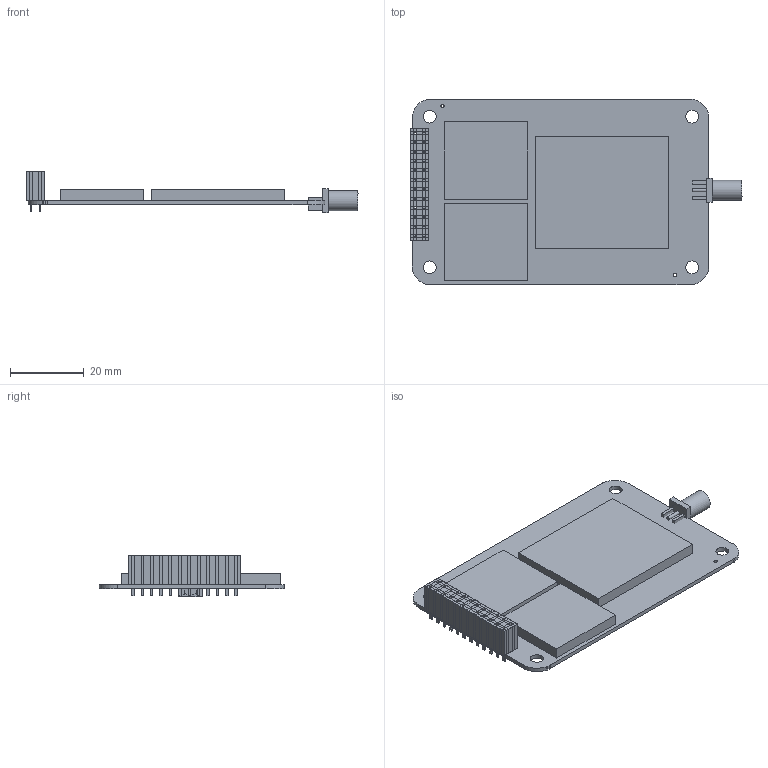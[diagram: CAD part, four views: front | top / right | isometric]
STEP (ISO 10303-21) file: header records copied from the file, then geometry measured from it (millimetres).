
FILE_DESCRIPTION(('Open CASCADE Model'),'2;1');
FILE_NAME('Open CASCADE Shape Model','2017-07-28T18:42:09',('Author'),( 'Open CASCADE'),'Open CASCADE STEP processor 6.8','Open CASCADE 6.8' ,'Unknown');
FILE_SCHEMA(('AUTOMOTIVE_DESIGN { 1 0 10303 214 1 1 1 1 }'));
Length unit declared in the file: millimetre
Products named in the file (71): PCB; Board; Y300; 739791688; Extruded; Y200; 739791824; U300; 739791960; U208; 739791552; U207; 739792096; U206; 739791416; U205; U204; 739792232; U203; 739792368; U202; 739792504; U201; U200; U103; U102; 739792640; U101; U100; 739793184; T200; SMA200; 859857584; Cylinder; 859857712; 739793592; 859858096; 739793864; P100; 739794136 ...
Assembly tree (114 placements, depth 4):
  PCB
    Board
    Y300
      739791688
        Extruded
    Y200
      739791824
        Extruded
    U300
      739791960
        Extruded
    U208
      739791552
        Extruded
    U207
      739792096
        Extruded
    U206
      739791416
        Extruded
    U205
      739791416
        Extruded
    U204
      739792232
        Extruded
    U203
      739792368
        Extruded
    U202
      739792504
        Extruded
    U201
      739791416
        Extruded
    U200
      739791552
        Extruded
    U103
      739791416
        Extruded
    U102
      739792640
    U101
      739791416
        Extruded
    U100
      739793184
        Extruded
    T200
      739792504
        Extruded
    SMA200
      859857584
        Cylinder
      859857712
        Cylinder
      739793592  x2
        Extruded
      859858096
Bounding box: 89.83 x 50.29 x 11.25 mm (x, y, z)
Volume: 12795.3 mm3; surface area: 17972.2 mm2
Topology: 70 solids, 70 shells, 466 faces, 978 edges, 652 vertices
Faces by surface type: plane 417, cylinder 49
Full cylindrical faces by diameter (mm): 0.137 x1, 0.9 x27, 3.5 x4, 5.4 x1
Entity records: 7389 total; most frequent: DIRECTION 1162, CARTESIAN_POINT 1043, ORIENTED_EDGE 876, EDGE_CURVE 438, AXIS2_PLACEMENT_3D 411, LINE 340, VECTOR 340, VERTEX_POINT 292
